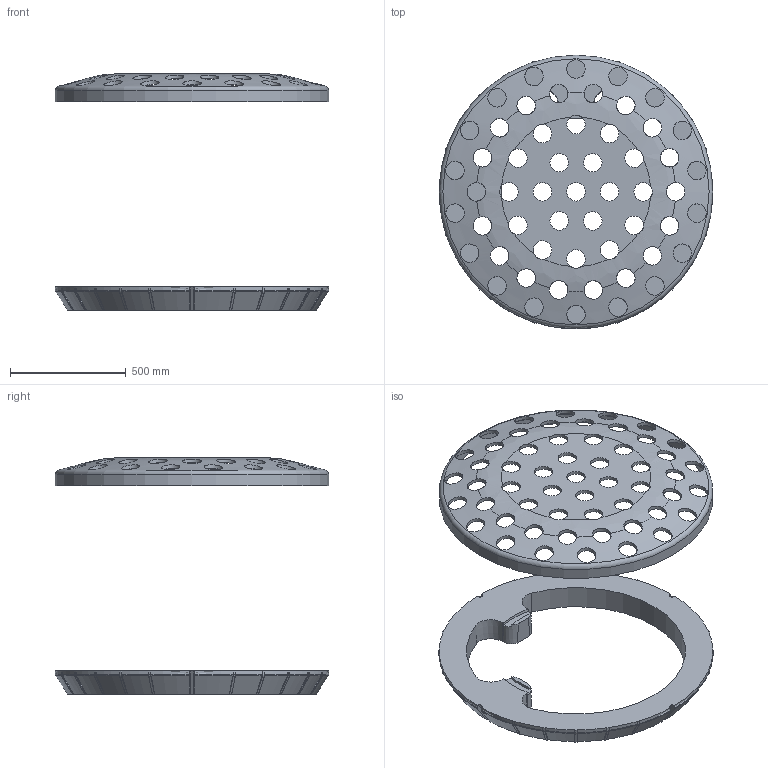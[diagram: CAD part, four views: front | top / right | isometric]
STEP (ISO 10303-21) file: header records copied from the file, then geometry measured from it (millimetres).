
FILE_DESCRIPTION(/* description */ (''),/* implementation_level */ '2;1');
FILE_NAME(/* name */ '20421.070X_3D.stp',/* time_stamp */ '2024-12-12T07:56:18+01:00',/* author */ ('CAD'),/* organization */ (''),/* preprocessor_version */ 'ST-DEVELOPER v20',/* originating_system */ 'AutoCAD Mechanical',/* authorisation */ '');
FILE_SCHEMA (('AUTOMOTIVE_DESIGN { 1 0 10303 214 3 1 1 }'));
Length unit declared in the file: centimetre
Products named in the file (2): Product; *S0
Assembly tree (1 placements, depth 2):
  Product
    *S0
Bounding box: 1180 x 1180 x 1020 mm (x, y, z)
Volume: 51425838.2 mm3; surface area: 3738377.8 mm2
Topology: 2 solids, 2 shells, 284 faces, 1056 edges, 720 vertices
Faces by surface type: plane 103, cylinder 103, cone 42, torus 26, bspline 10
Full cylindrical faces by diameter (mm): 80 x55, 1150 x1, 1180 x1
Entity records: 16465 total; most frequent: CARTESIAN_POINT 7613, ORIENTED_EDGE 2106, DIRECTION 1608, EDGE_CURVE 1053, VERTEX_POINT 714, AXIS2_PLACEMENT_3D 593, LINE 422, VECTOR 422
